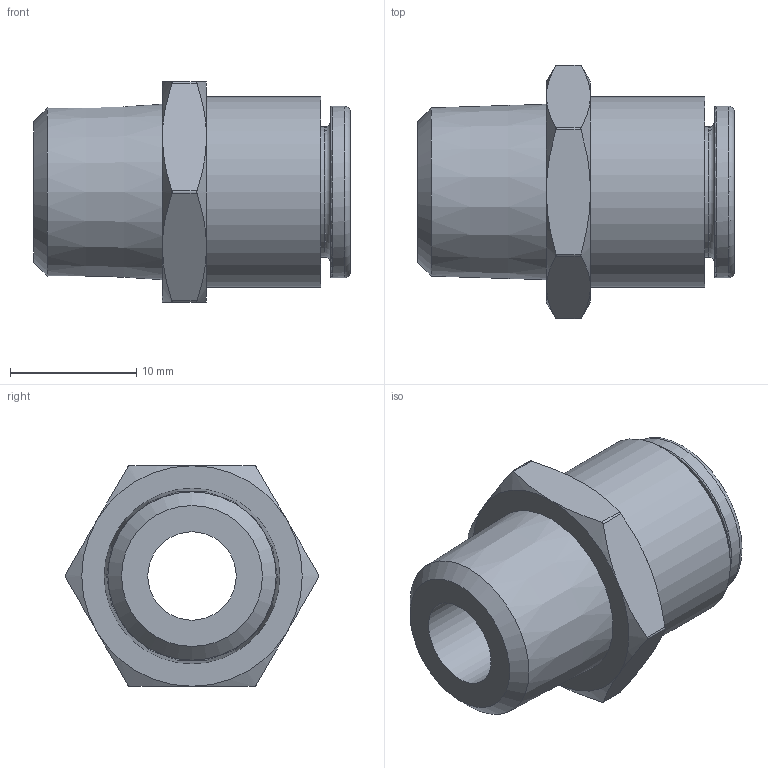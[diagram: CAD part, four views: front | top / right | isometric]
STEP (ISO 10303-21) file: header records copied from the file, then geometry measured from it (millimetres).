
FILE_DESCRIPTION(/* description */ (''),/* implementation_level */ '2;1');
FILE_NAME(/* name */ '0.25_MPT_to_0.375_Push.step',/* time_stamp */ '2021-05-01T16:27:25+06:00',/* author */ (''),/* organization */ (''),/* preprocessor_version */ 'ST-DEVELOPER v18.1',/* originating_system */ 'Autodesk Translation Framework v9.7.1.1290',/* authorisation */ '');
FILE_SCHEMA (('AUTOMOTIVE_DESIGN { 1 0 10303 214 3 1 1 }'));
Length unit declared in the file: inch
Products named in the file (1): 1/4mpt_to_3/8Push
Bounding box: 25.1 x 20.1 x 17.46 mm (x, y, z)
Volume: 2490.3 mm3; surface area: 3687.8 mm2
Topology: 4 solids, 4 shells, 106 faces, 252 edges, 162 vertices
Faces by surface type: plane 39, cylinder 27, cone 25, torus 15
Full cylindrical faces by diameter (mm): 7 x1, 9.525 x2, 10.225 x2, 10.305 x2, 10.525 x1, 11.025 x1, 13.07 x1, 13.29 x2, 13.57 x2, 13.59 x2, 15.1 x1
Entity records: 3578 total; most frequent: CARTESIAN_POINT 969, DIRECTION 528, ORIENTED_EDGE 504, EDGE_CURVE 252, AXIS2_PLACEMENT_3D 225, VERTEX_POINT 162, EDGE_LOOP 122, CIRCLE 112
